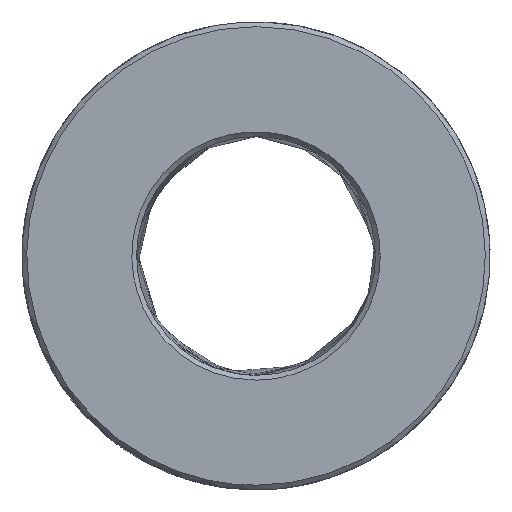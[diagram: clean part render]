
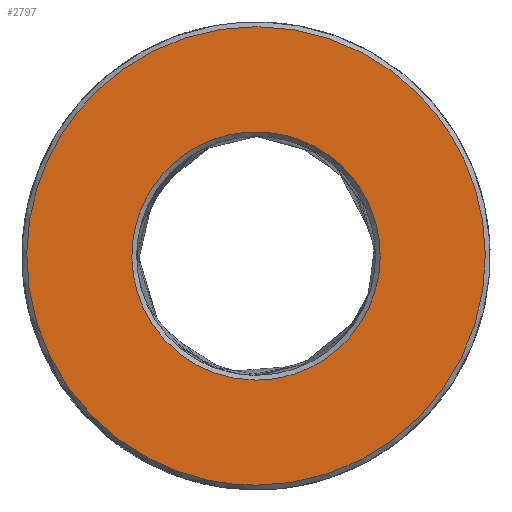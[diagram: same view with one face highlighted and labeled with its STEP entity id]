
A CAD part, left-side view. The second image highlights one B-rep face of the part: STEP entity #2797.
In plain terms, the highlighted free-form (B-spline) face has degree [1, 1] with [2, 2] control points.
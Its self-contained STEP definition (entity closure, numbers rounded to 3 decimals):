
#2797 = ADVANCED_FACE('',(#2798,#2812),#2826,.F.);
#2798 = FACE_BOUND('',#2799,.T.);
#2799 = EDGE_LOOP('',(#2800));
#2800 = ORIENTED_EDGE('',*,*,#2801,.T.);
#2801 = EDGE_CURVE('',#2802,#2802,#2804,.T.);
#2802 = VERTEX_POINT('',#2803);
#2803 = CARTESIAN_POINT('',(0.,0.,-3.823));
#2804 = ( BOUNDED_CURVE() B_SPLINE_CURVE(2,(#2805,#2806,#2807,#2808,
#2809,#2810,#2811),.UNSPECIFIED.,.T.,.F.) B_SPLINE_CURVE_WITH_KNOTS((1,2
    ,2,2,2,1),(-2.094,0.,2.094,4.189,
6.283,8.378),.UNSPECIFIED.) CURVE() 
GEOMETRIC_REPRESENTATION_ITEM() RATIONAL_B_SPLINE_CURVE((1.,0.5,1.,0.5,
1.,0.5,1.)) REPRESENTATION_ITEM('') );
#2805 = CARTESIAN_POINT('',(0.,0.,-3.823));
#2806 = CARTESIAN_POINT('',(0.,6.621,
    -3.823));
#2807 = CARTESIAN_POINT('',(0.,3.31,
    1.911));
#2808 = CARTESIAN_POINT('',(0.,0.,
    7.645));
#2809 = CARTESIAN_POINT('',(0.,-3.31,
    1.911));
#2810 = CARTESIAN_POINT('',(0.,-6.621,
    -3.823));
#2811 = CARTESIAN_POINT('',(0.,0.,-3.823));
#2812 = FACE_BOUND('',#2813,.T.);
#2813 = EDGE_LOOP('',(#2814));
#2814 = ORIENTED_EDGE('',*,*,#2815,.T.);
#2815 = EDGE_CURVE('',#2816,#2816,#2818,.T.);
#2816 = VERTEX_POINT('',#2817);
#2817 = CARTESIAN_POINT('',(0.,0.,-7.057));
#2818 = ( BOUNDED_CURVE() B_SPLINE_CURVE(2,(#2819,#2820,#2821,#2822,
#2823,#2824,#2825),.UNSPECIFIED.,.T.,.F.) B_SPLINE_CURVE_WITH_KNOTS((1,2
    ,2,2,2,1),(-2.094,0.,2.094,4.189,
6.283,8.378),.UNSPECIFIED.) CURVE() 
GEOMETRIC_REPRESENTATION_ITEM() RATIONAL_B_SPLINE_CURVE((1.,0.5,1.,0.5,
1.,0.5,1.)) REPRESENTATION_ITEM('') );
#2819 = CARTESIAN_POINT('',(0.,0.,-7.057));
#2820 = CARTESIAN_POINT('',(0.,-12.223,
    -7.057));
#2821 = CARTESIAN_POINT('',(0.,-6.112,
    3.529));
#2822 = CARTESIAN_POINT('',(0.,0.,
    14.114));
#2823 = CARTESIAN_POINT('',(0.,6.112,
    3.529));
#2824 = CARTESIAN_POINT('',(0.,12.223,
    -7.057));
#2825 = CARTESIAN_POINT('',(0.,0.,-7.057));
#2826 = B_SPLINE_SURFACE_WITH_KNOTS('',1,1,(
    (#2827,#2828)
    ,(#2829,#2830
    )),.UNSPECIFIED.,.F.,.F.,.F.,(2,2),(2,2),(0.1,9.7),(-4.8,4.8),
  .PIECEWISE_BEZIER_KNOTS.);
#2827 = CARTESIAN_POINT('',(0.,-7.057,
    7.057));
#2828 = CARTESIAN_POINT('',(0.,7.057,
    7.057));
#2829 = CARTESIAN_POINT('',(0.,-7.057,
    -7.057));
#2830 = CARTESIAN_POINT('',(0.,7.057,
    -7.057));
